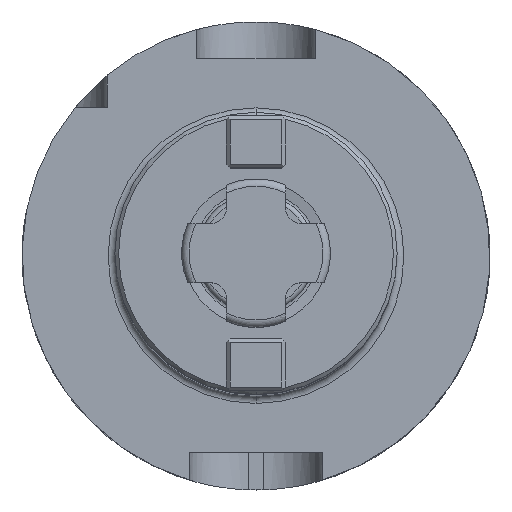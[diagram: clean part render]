
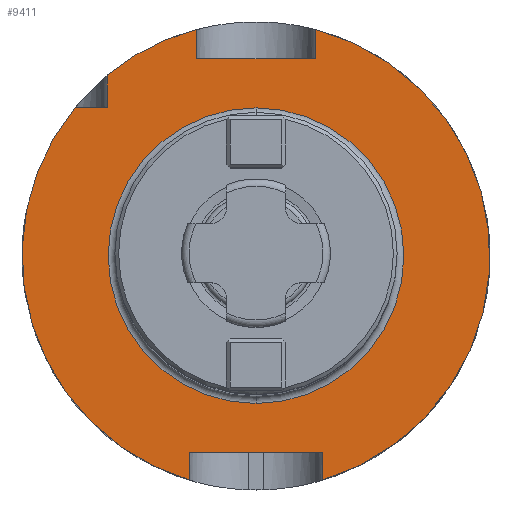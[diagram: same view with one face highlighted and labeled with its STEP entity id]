
A CAD part, top view. The second image highlights one B-rep face of the part: STEP entity #9411.
In plain terms, the highlighted planar face has unit normal (0, 0, 1).
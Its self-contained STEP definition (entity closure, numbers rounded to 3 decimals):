
#1518=DIRECTION('',(1.,0.,0.));
#1519=VECTOR('',#1518,16.);
#1520=CARTESIAN_POINT('',(-8.,26.5,25.95));
#1521=LINE('',#1520,#1519);
#1525=DIRECTION('',(0.,-1.,0.));
#1526=VECTOR('',#1525,3.967);
#1527=CARTESIAN_POINT('',(8.,30.467,25.95));
#1528=LINE('',#1527,#1526);
#1532=DIRECTION('',(0.,1.,0.));
#1533=VECTOR('',#1532,3.687);
#1534=CARTESIAN_POINT('',(9.,-30.187,25.95));
#1535=LINE('',#1534,#1533);
#1539=DIRECTION('',(1.,0.,0.));
#1540=VECTOR('',#1539,18.);
#1541=CARTESIAN_POINT('',(-9.,-26.5,25.95));
#1542=LINE('',#1541,#1540);
#1546=DIRECTION('',(0.,1.,0.));
#1547=VECTOR('',#1546,3.687);
#1548=CARTESIAN_POINT('',(-9.,-30.187,25.95));
#1549=LINE('',#1548,#1547);
#1553=DIRECTION('',(1.,0.,0.));
#1554=VECTOR('',#1553,4.336);
#1555=CARTESIAN_POINT('',(-24.336,20.,25.95));
#1556=LINE('',#1555,#1554);
#1560=DIRECTION('',(0.,-1.,0.));
#1561=VECTOR('',#1560,4.336);
#1562=CARTESIAN_POINT('',(-20.,24.336,25.95));
#1563=LINE('',#1562,#1561);
#1567=DIRECTION('',(0.,-1.,0.));
#1568=VECTOR('',#1567,3.967);
#1569=CARTESIAN_POINT('',(-8.,30.467,25.95));
#1570=LINE('',#1569,#1568);
#1574=CARTESIAN_POINT('',(0.,0.,25.95));
#1575=DIRECTION('',(0.,0.,1.));
#1576=DIRECTION('',(0.,1.,0.));
#1577=AXIS2_PLACEMENT_3D('',#1574,#1575,#1576);
#1582=CARTESIAN_POINT('',(0.,0.,25.95));
#1583=DIRECTION('',(0.,0.,1.));
#1584=DIRECTION('',(0.,-1.,0.));
#1585=AXIS2_PLACEMENT_3D('',#1582,#1583,#1584);
#2317=CARTESIAN_POINT('',(0.,0.,25.95));
#2318=DIRECTION('',(0.,0.,1.));
#2319=DIRECTION('',(-0.773,0.635,0.));
#2320=AXIS2_PLACEMENT_3D('',#2317,#2318,#2319);
#2325=CARTESIAN_POINT('',(0.,0.,25.95));
#2326=DIRECTION('',(0.,0.,1.));
#2327=DIRECTION('',(0.286,-0.958,0.));
#2328=AXIS2_PLACEMENT_3D('',#2325,#2326,#2327);
#2333=CARTESIAN_POINT('',(0.,0.,25.95));
#2334=DIRECTION('',(0.,0.,1.));
#2335=DIRECTION('',(-0.254,0.967,0.));
#2336=AXIS2_PLACEMENT_3D('',#2333,#2334,#2335);
#7782=CARTESIAN_POINT('',(-20.,20.,25.95));
#7784=VERTEX_POINT('',#7782);
#7798=CARTESIAN_POINT('',(9.,-26.5,25.95));
#7800=VERTEX_POINT('',#7798);
#7816=CARTESIAN_POINT('',(8.,26.5,25.95));
#7818=VERTEX_POINT('',#7816);
#7891=CARTESIAN_POINT('',(-24.336,20.,25.95));
#7892=VERTEX_POINT('',#7891);
#7893=CARTESIAN_POINT('',(-20.,24.336,25.95));
#7894=VERTEX_POINT('',#7893);
#7911=CARTESIAN_POINT('',(-9.,-26.5,25.95));
#7912=VERTEX_POINT('',#7911);
#7913=CARTESIAN_POINT('',(9.,-30.187,25.95));
#7914=VERTEX_POINT('',#7913);
#7915=CARTESIAN_POINT('',(-9.,-30.187,25.95));
#7916=VERTEX_POINT('',#7915);
#7946=CARTESIAN_POINT('',(-8.,26.5,25.95));
#7947=VERTEX_POINT('',#7946);
#7948=CARTESIAN_POINT('',(8.,30.467,25.95));
#7949=VERTEX_POINT('',#7948);
#7950=CARTESIAN_POINT('',(-8.,30.467,25.95));
#7951=VERTEX_POINT('',#7950);
#7979=CARTESIAN_POINT('',(0.,19.9,25.95));
#7980=CARTESIAN_POINT('',(0.,-19.9,25.95));
#7981=VERTEX_POINT('',#7979);
#7982=VERTEX_POINT('',#7980);
#9377=CARTESIAN_POINT('',(0.,0.,25.95));
#9378=DIRECTION('',(0.,0.,1.));
#9379=DIRECTION('',(0.,1.,0.));
#9380=AXIS2_PLACEMENT_3D('',#9377,#9378,#9379);
#9381=PLANE('',#9380);
#9383=ORIENTED_EDGE('',*,*,#9382,.T.);
#9385=ORIENTED_EDGE('',*,*,#9384,.F.);
#9387=ORIENTED_EDGE('',*,*,#9386,.F.);
#9389=ORIENTED_EDGE('',*,*,#9388,.T.);
#9391=ORIENTED_EDGE('',*,*,#9390,.F.);
#9393=ORIENTED_EDGE('',*,*,#9392,.F.);
#9395=ORIENTED_EDGE('',*,*,#9394,.F.);
#9397=ORIENTED_EDGE('',*,*,#9396,.T.);
#9399=ORIENTED_EDGE('',*,*,#9398,.F.);
#9401=ORIENTED_EDGE('',*,*,#9400,.F.);
#9403=ORIENTED_EDGE('',*,*,#9402,.T.);
#9404=EDGE_LOOP('',(#9383,#9385,#9387,#9389,#9391,#9393,#9395,#9397,#9399,#9401,
#9403));
#9405=FACE_OUTER_BOUND('',#9404,.F.);
#9407=ORIENTED_EDGE('',*,*,#9406,.T.);
#9408=ORIENTED_EDGE('',*,*,#9367,.T.);
#9409=EDGE_LOOP('',(#9407,#9408));
#9410=FACE_BOUND('',#9409,.F.);
#1578=CIRCLE('',#1577,19.9);
#1586=CIRCLE('',#1585,19.9);
#2321=CIRCLE('',#2320,31.5);
#2329=CIRCLE('',#2328,31.5);
#2337=CIRCLE('',#2336,31.5);
#9367=EDGE_CURVE('',#7982,#7981,#1586,.T.);
#9382=EDGE_CURVE('',#7947,#7818,#1521,.T.);
#9384=EDGE_CURVE('',#7949,#7818,#1528,.T.);
#9386=EDGE_CURVE('',#7914,#7949,#2329,.T.);
#9388=EDGE_CURVE('',#7914,#7800,#1535,.T.);
#9390=EDGE_CURVE('',#7912,#7800,#1542,.T.);
#9392=EDGE_CURVE('',#7916,#7912,#1549,.T.);
#9394=EDGE_CURVE('',#7892,#7916,#2321,.T.);
#9396=EDGE_CURVE('',#7892,#7784,#1556,.T.);
#9398=EDGE_CURVE('',#7894,#7784,#1563,.T.);
#9400=EDGE_CURVE('',#7951,#7894,#2337,.T.);
#9402=EDGE_CURVE('',#7951,#7947,#1570,.T.);
#9406=EDGE_CURVE('',#7981,#7982,#1578,.T.);
#9411=ADVANCED_FACE('',(#9405,#9410),#9381,.T.);
